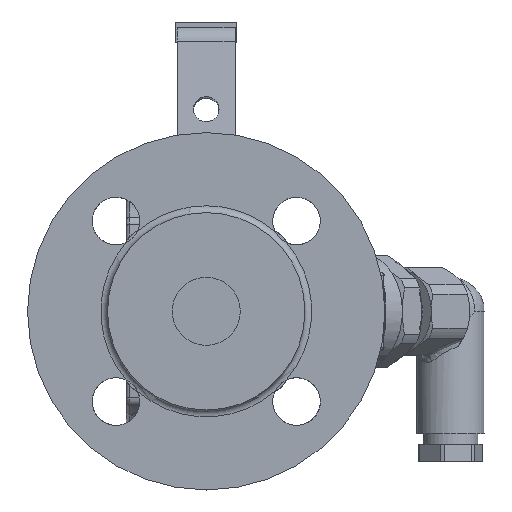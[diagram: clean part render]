
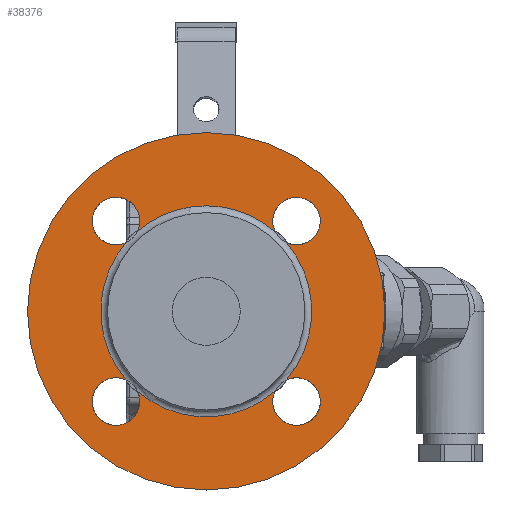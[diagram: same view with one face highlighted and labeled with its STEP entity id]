
A CAD part, left-side view. The second image highlights one B-rep face of the part: STEP entity #38376.
In plain terms, the highlighted planar face has unit normal (-1, 0, 0).
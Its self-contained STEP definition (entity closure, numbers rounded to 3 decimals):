
#2955=FACE_BOUND('',#12330,.T.);
#9815=FACE_OUTER_BOUND('',#12329,.T.);
#12329=EDGE_LOOP('',(#32293));
#12330=EDGE_LOOP('',(#32294,#32295,#32296,#32297,#32298,#32299,#32300,#32301,
#32302,#32303,#32304,#32305,#32306));
#14489=CIRCLE('',#42219,52.5);
#14490=CIRCLE('',#42220,31.);
#14491=CIRCLE('',#42221,7.);
#14492=CIRCLE('',#42222,7.);
#14493=CIRCLE('',#42223,31.);
#14494=CIRCLE('',#42224,7.);
#14495=CIRCLE('',#42225,7.);
#14496=CIRCLE('',#42226,31.);
#14497=CIRCLE('',#42227,7.);
#14498=CIRCLE('',#42228,7.);
#14499=CIRCLE('',#42229,31.);
#14500=CIRCLE('',#42230,31.);
#14501=CIRCLE('',#42231,7.);
#14502=CIRCLE('',#42232,7.);
#17575=VERTEX_POINT('',#72392);
#17576=VERTEX_POINT('',#72394);
#17577=VERTEX_POINT('',#72395);
#17578=VERTEX_POINT('',#72397);
#17579=VERTEX_POINT('',#72399);
#17580=VERTEX_POINT('',#72401);
#17581=VERTEX_POINT('',#72403);
#17582=VERTEX_POINT('',#72405);
#17583=VERTEX_POINT('',#72407);
#17584=VERTEX_POINT('',#72409);
#17585=VERTEX_POINT('',#72411);
#17586=VERTEX_POINT('',#72413);
#17587=VERTEX_POINT('',#72415);
#17588=VERTEX_POINT('',#72417);
#22619=EDGE_CURVE('',#17575,#17575,#14489,.T.);
#22620=EDGE_CURVE('',#17576,#17577,#14490,.T.);
#22621=EDGE_CURVE('',#17576,#17578,#14491,.T.);
#22622=EDGE_CURVE('',#17578,#17579,#14492,.T.);
#22623=EDGE_CURVE('',#17580,#17579,#14493,.T.);
#22624=EDGE_CURVE('',#17580,#17581,#14494,.T.);
#22625=EDGE_CURVE('',#17581,#17582,#14495,.T.);
#22626=EDGE_CURVE('',#17583,#17582,#14496,.T.);
#22627=EDGE_CURVE('',#17583,#17584,#14497,.T.);
#22628=EDGE_CURVE('',#17584,#17585,#14498,.T.);
#22629=EDGE_CURVE('',#17586,#17585,#14499,.T.);
#22630=EDGE_CURVE('',#17587,#17586,#14500,.T.);
#22631=EDGE_CURVE('',#17587,#17588,#14501,.T.);
#22632=EDGE_CURVE('',#17588,#17577,#14502,.T.);
#32293=ORIENTED_EDGE('',*,*,#22619,.F.);
#32294=ORIENTED_EDGE('',*,*,#22620,.F.);
#32295=ORIENTED_EDGE('',*,*,#22621,.T.);
#32296=ORIENTED_EDGE('',*,*,#22622,.T.);
#32297=ORIENTED_EDGE('',*,*,#22623,.F.);
#32298=ORIENTED_EDGE('',*,*,#22624,.T.);
#32299=ORIENTED_EDGE('',*,*,#22625,.T.);
#32300=ORIENTED_EDGE('',*,*,#22626,.F.);
#32301=ORIENTED_EDGE('',*,*,#22627,.T.);
#32302=ORIENTED_EDGE('',*,*,#22628,.T.);
#32303=ORIENTED_EDGE('',*,*,#22629,.F.);
#32304=ORIENTED_EDGE('',*,*,#22630,.F.);
#32305=ORIENTED_EDGE('',*,*,#22631,.T.);
#32306=ORIENTED_EDGE('',*,*,#22632,.T.);
#36546=PLANE('',#42218);
#38376=ADVANCED_FACE('',(#9815,#2955),#36546,.F.);
#42218=AXIS2_PLACEMENT_3D('',#72391,#50983,#50984);
#42219=AXIS2_PLACEMENT_3D('',#72393,#50985,#50986);
#42220=AXIS2_PLACEMENT_3D('',#72396,#50987,#50988);
#42221=AXIS2_PLACEMENT_3D('',#72398,#50989,#50990);
#42222=AXIS2_PLACEMENT_3D('',#72400,#50991,#50992);
#42223=AXIS2_PLACEMENT_3D('',#72402,#50993,#50994);
#42224=AXIS2_PLACEMENT_3D('',#72404,#50995,#50996);
#42225=AXIS2_PLACEMENT_3D('',#72406,#50997,#50998);
#42226=AXIS2_PLACEMENT_3D('',#72408,#50999,#51000);
#42227=AXIS2_PLACEMENT_3D('',#72410,#51001,#51002);
#42228=AXIS2_PLACEMENT_3D('',#72412,#51003,#51004);
#42229=AXIS2_PLACEMENT_3D('',#72414,#51005,#51006);
#42230=AXIS2_PLACEMENT_3D('',#72416,#51007,#51008);
#42231=AXIS2_PLACEMENT_3D('',#72418,#51009,#51010);
#42232=AXIS2_PLACEMENT_3D('',#72419,#51011,#51012);
#50983=DIRECTION('center_axis',(1.,0.,0.));
#50984=DIRECTION('ref_axis',(0.,0.,
-1.));
#50985=DIRECTION('center_axis',(1.,0.,0.));
#50986=DIRECTION('ref_axis',(0.,0.,
-1.));
#50987=DIRECTION('center_axis',(-1.,0.,0.));
#50988=DIRECTION('ref_axis',(0.,0.,
-1.));
#50989=DIRECTION('center_axis',(1.,0.,0.));
#50990=DIRECTION('ref_axis',(0.,0.,
-1.));
#50991=DIRECTION('center_axis',(1.,0.,0.));
#50992=DIRECTION('ref_axis',(0.,0.,
-1.));
#50993=DIRECTION('center_axis',(-1.,0.,0.));
#50994=DIRECTION('ref_axis',(0.,0.,
-1.));
#50995=DIRECTION('center_axis',(1.,0.,0.));
#50996=DIRECTION('ref_axis',(0.,1.,0.));
#50997=DIRECTION('center_axis',(1.,0.,0.));
#50998=DIRECTION('ref_axis',(0.,1.,0.));
#50999=DIRECTION('center_axis',(-1.,0.,0.));
#51000=DIRECTION('ref_axis',(0.,0.,
-1.));
#51001=DIRECTION('center_axis',(1.,0.,0.));
#51002=DIRECTION('ref_axis',(0.,0.,
1.));
#51003=DIRECTION('center_axis',(1.,0.,0.));
#51004=DIRECTION('ref_axis',(0.,0.,
1.));
#51005=DIRECTION('center_axis',(-1.,0.,0.));
#51006=DIRECTION('ref_axis',(0.,0.,
-1.));
#51007=DIRECTION('center_axis',(-1.,0.,0.));
#51008=DIRECTION('ref_axis',(0.,0.,
-1.));
#51009=DIRECTION('center_axis',(1.,0.,0.));
#51010=DIRECTION('ref_axis',(0.,-1.,0.));
#51011=DIRECTION('center_axis',(1.,0.,0.));
#51012=DIRECTION('ref_axis',(0.,-1.,0.));
#72391=CARTESIAN_POINT('Origin',(-269.036,18.833,-1.517));
#72392=CARTESIAN_POINT('',(-269.036,18.833,50.983));
#72393=CARTESIAN_POINT('Origin',(-269.036,18.833,-1.517));
#72394=CARTESIAN_POINT('',(-269.036,-4.693,-21.705));
#72395=CARTESIAN_POINT('',(-269.036,-4.693,18.671));
#72396=CARTESIAN_POINT('Origin',(-269.036,18.833,-1.517));
#72397=CARTESIAN_POINT('',(-269.036,-7.684,-21.034));
#72398=CARTESIAN_POINT('Origin',(-269.036,-7.684,-28.034));
#72399=CARTESIAN_POINT('',(-269.036,-1.355,-25.043));
#72400=CARTESIAN_POINT('Origin',(-269.036,-7.684,-28.034));
#72401=CARTESIAN_POINT('',(-269.036,39.02,-25.043));
#72402=CARTESIAN_POINT('Origin',(-269.036,18.833,-1.517));
#72403=CARTESIAN_POINT('',(-269.036,38.349,-28.034));
#72404=CARTESIAN_POINT('Origin',(-269.036,45.349,-28.034));
#72405=CARTESIAN_POINT('',(-269.036,42.358,-21.705));
#72406=CARTESIAN_POINT('Origin',(-269.036,45.349,-28.034));
#72407=CARTESIAN_POINT('',(-269.036,42.358,18.671));
#72408=CARTESIAN_POINT('Origin',(-269.036,18.833,-1.517));
#72409=CARTESIAN_POINT('',(-269.036,45.349,17.999));
#72410=CARTESIAN_POINT('Origin',(-269.036,45.349,24.999));
#72411=CARTESIAN_POINT('',(-269.036,39.02,22.009));
#72412=CARTESIAN_POINT('Origin',(-269.036,45.349,24.999));
#72413=CARTESIAN_POINT('',(-269.036,18.833,29.483));
#72414=CARTESIAN_POINT('Origin',(-269.036,18.833,-1.517));
#72415=CARTESIAN_POINT('',(-269.036,-1.355,22.009));
#72416=CARTESIAN_POINT('Origin',(-269.036,18.833,-1.517));
#72417=CARTESIAN_POINT('',(-269.036,-0.684,24.999));
#72418=CARTESIAN_POINT('Origin',(-269.036,-7.684,24.999));
#72419=CARTESIAN_POINT('Origin',(-269.036,-7.684,24.999));
